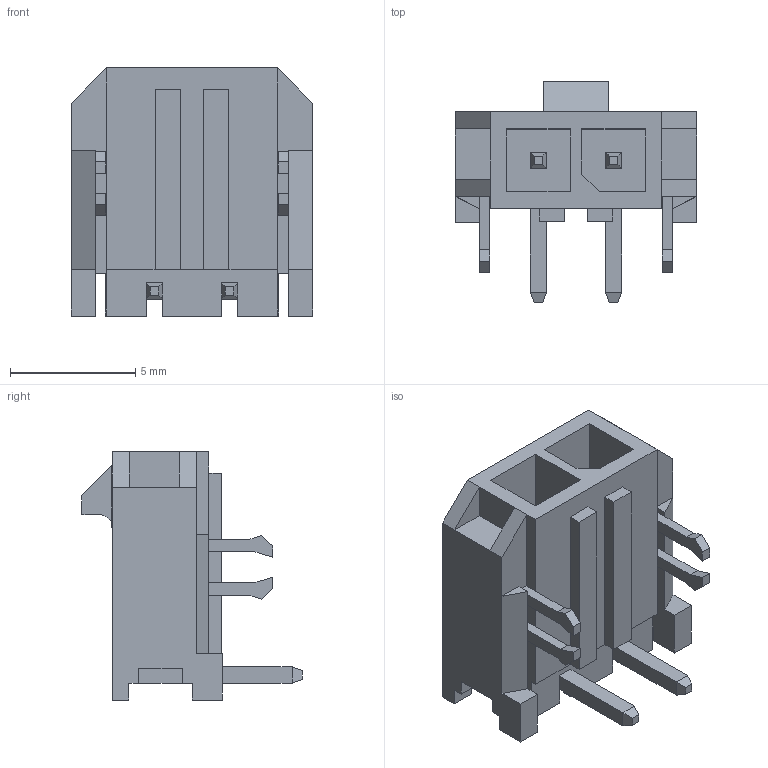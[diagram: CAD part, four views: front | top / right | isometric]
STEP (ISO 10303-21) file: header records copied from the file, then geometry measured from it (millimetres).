
FILE_DESCRIPTION((''),'2;1');
FILE_NAME('436500205','2013-12-20T',('me'),(''),'PRO/ENGINEER BY PARAMETRIC TECHNOLOGY CORPORATION, 2011490','PRO/ENGINEER BY PARAMETRIC TECHNOLOGY CORPORATION, 2011490','');
FILE_SCHEMA(('CONFIG_CONTROL_DESIGN'));
Length unit declared in the file: millimetre
Products named in the file (1): 436500205
Bounding box: 9.65 x 8.79 x 9.9 mm (x, y, z)
Volume: 256.3 mm3; surface area: 617.7 mm2
Topology: 2 solids, 2 shells, 208 faces, 549 edges, 354 vertices
Faces by surface type: plane 207, cylinder 1
Entity records: 6280 total; most frequent: CARTESIAN_POINT 1104, ORIENTED_EDGE 1082, DIRECTION 977, EDGE_CURVE 541, VECTOR 539, LINE 539, VERTEX_POINT 346, AXIS2_PLACEMENT_3D 219
